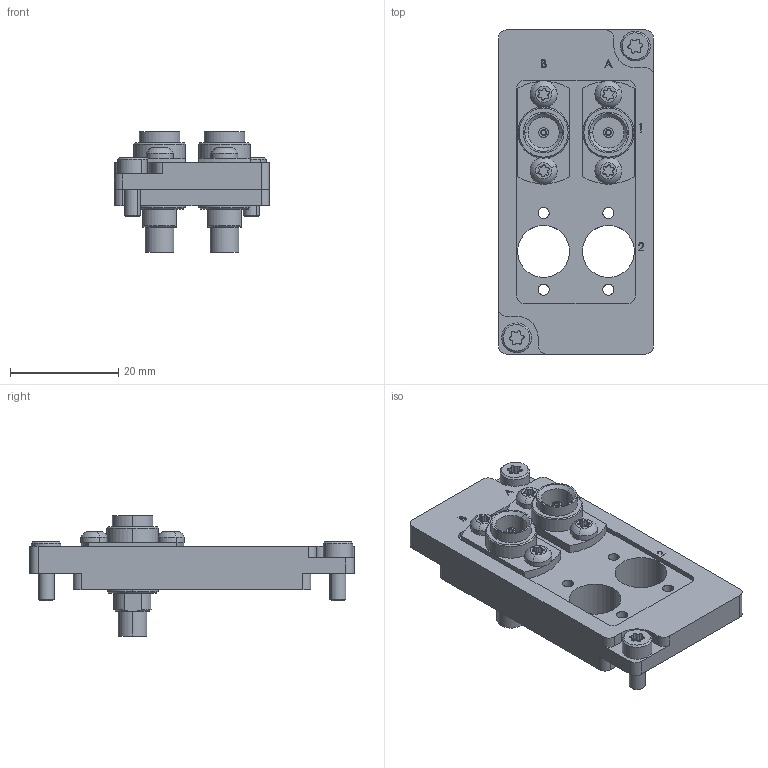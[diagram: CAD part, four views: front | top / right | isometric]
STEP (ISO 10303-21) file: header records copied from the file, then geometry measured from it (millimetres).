
FILE_DESCRIPTION (( 'STEP AP214' ), '1' );
FILE_NAME ('INGUN_55752.STEP', '2023-01-23T09:43:11', ( '' ), ( '' ), 'SwSTEP 2.0', 'SolidWorks 2021', '' );
FILE_SCHEMA (( 'AUTOMOTIVE_DESIGN' ));
Length unit declared in the file: millimetre
Products named in the file (7): ISO7380~n_M02,5x006; 35531~3_S; 35531~3; 35533~0_S; INGUN_55752; INFO_4598~1_S; DIN912~n_M03,0x008
Assembly tree (11 placements, depth 3):
  INGUN_55752
    35531~3_S
      35531~3
      INFO_4598~1_S
    35533~0_S  x2
    DIN912~n_M03,0x008  x2
    ISO7380~n_M02,5x006  x4
Bounding box: 28.7 x 60 x 22.23 mm (x, y, z)
Volume: 11870.6 mm3; surface area: 8495.4 mm2
Topology: 13 solids, 13 shells, 404 faces, 991 edges, 646 vertices
Faces by surface type: cylinder 224, plane 117, cone 40, bspline 15, torus 8
Entity records: 9302 total; most frequent: CARTESIAN_POINT 2207, DIRECTION 1275, ORIENTED_EDGE 1182, EDGE_CURVE 591, AXIS2_PLACEMENT_3D 484, VERTEX_POINT 388, LINE 307, VECTOR 307
